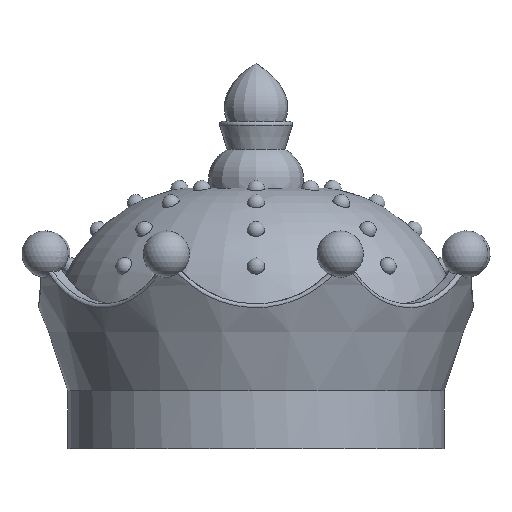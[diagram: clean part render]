
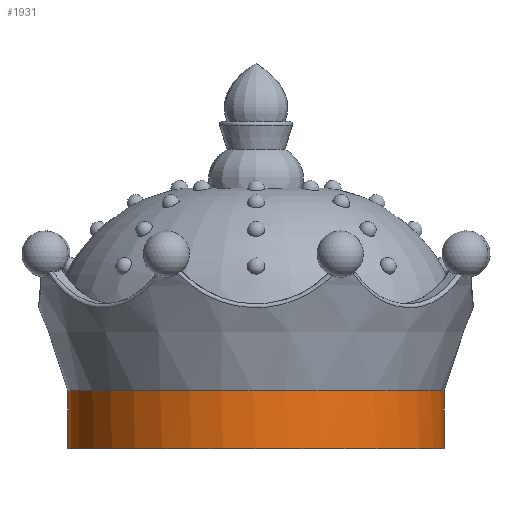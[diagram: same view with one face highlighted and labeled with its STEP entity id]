
A CAD part, front view. The second image highlights one B-rep face of the part: STEP entity #1931.
In plain terms, the highlighted cylindrical face has radius 25.278 mm (diameter 50.556 mm), a full revolution.
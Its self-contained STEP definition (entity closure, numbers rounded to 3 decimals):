
#138=LINE('',#3107,#146);
#146=VECTOR('',#2277,25.278);
#165=CIRCLE('',#2074,25.278);
#166=CIRCLE('',#2075,25.278);
#167=CIRCLE('',#2076,25.278);
#168=CIRCLE('',#2077,25.278);
#250=CYLINDRICAL_SURFACE('',#2073,25.278);
#284=FACE_OUTER_BOUND('',#398,.T.);
#398=EDGE_LOOP('',(#1337,#1338,#1339,#1340,#1341,#1342));
#775=VERTEX_POINT('',#3104);
#776=VERTEX_POINT('',#3106);
#777=VERTEX_POINT('',#3108);
#778=VERTEX_POINT('',#3110);
#1014=EDGE_CURVE('',#775,#775,#165,.T.);
#1015=EDGE_CURVE('',#775,#776,#138,.T.);
#1016=EDGE_CURVE('',#777,#776,#166,.T.);
#1017=EDGE_CURVE('',#778,#777,#167,.T.);
#1018=EDGE_CURVE('',#776,#778,#168,.T.);
#1337=ORIENTED_EDGE('',*,*,#1014,.F.);
#1338=ORIENTED_EDGE('',*,*,#1015,.T.);
#1339=ORIENTED_EDGE('',*,*,#1016,.F.);
#1340=ORIENTED_EDGE('',*,*,#1017,.F.);
#1341=ORIENTED_EDGE('',*,*,#1018,.F.);
#1342=ORIENTED_EDGE('',*,*,#1015,.F.);
#1931=ADVANCED_FACE('',(#284),#250,.T.);
#2073=AXIS2_PLACEMENT_3D('',#3103,#2273,#2274);
#2074=AXIS2_PLACEMENT_3D('',#3105,#2275,#2276);
#2075=AXIS2_PLACEMENT_3D('',#3109,#2278,#2279);
#2076=AXIS2_PLACEMENT_3D('',#3111,#2280,#2281);
#2077=AXIS2_PLACEMENT_3D('',#3112,#2282,#2283);
#2273=DIRECTION('center_axis',(0.,0.,-1.));
#2274=DIRECTION('ref_axis',(1.,0.,0.));
#2275=DIRECTION('center_axis',(0.,0.,-1.));
#2276=DIRECTION('ref_axis',(1.,0.,0.));
#2277=DIRECTION('',(0.,0.,1.));
#2278=DIRECTION('center_axis',(0.,0.,1.));
#2279=DIRECTION('ref_axis',(1.,0.,0.));
#2280=DIRECTION('center_axis',(0.,0.,1.));
#2281=DIRECTION('ref_axis',(1.,0.,0.));
#2282=DIRECTION('center_axis',(0.,0.,1.));
#2283=DIRECTION('ref_axis',(1.,0.,0.));
#3103=CARTESIAN_POINT('Origin',(17.965,43.371,-7.222));
#3104=CARTESIAN_POINT('',(-7.313,43.371,-15.));
#3105=CARTESIAN_POINT('Origin',(17.965,43.371,-15.));
#3106=CARTESIAN_POINT('',(-7.313,43.371,-7.222));
#3107=CARTESIAN_POINT('',(-7.313,43.371,-7.222));
#3108=CARTESIAN_POINT('',(8.291,66.725,-7.222));
#3109=CARTESIAN_POINT('Origin',(17.965,43.371,-7.222));
#3110=CARTESIAN_POINT('',(27.638,66.725,-7.222));
#3111=CARTESIAN_POINT('Origin',(17.965,43.371,-7.222));
#3112=CARTESIAN_POINT('Origin',(17.965,43.371,-7.222));
